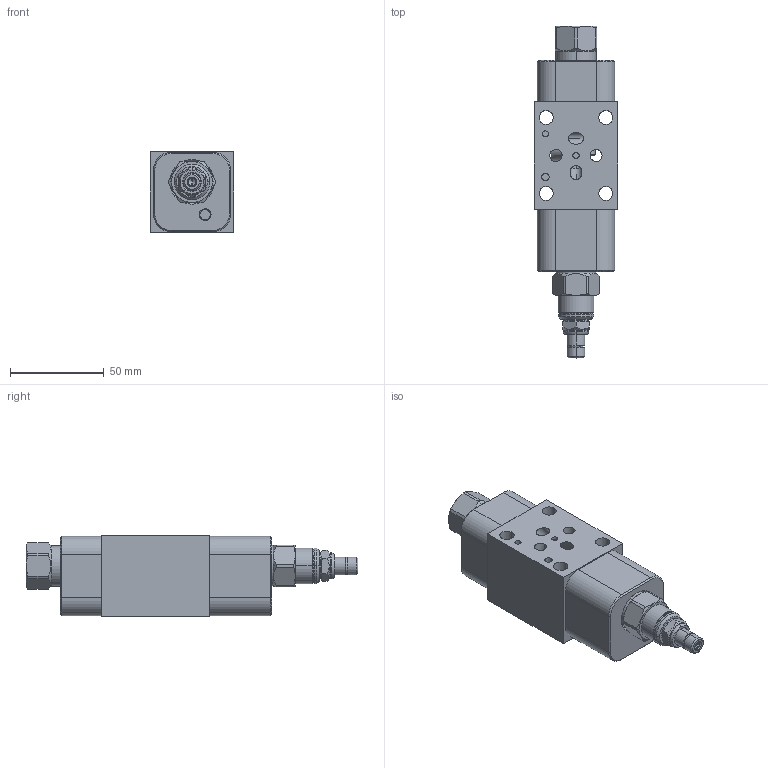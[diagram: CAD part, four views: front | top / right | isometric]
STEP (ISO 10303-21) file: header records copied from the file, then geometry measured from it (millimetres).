
FILE_DESCRIPTION((''),'2;1');
FILE_NAME('YSCDLANAA_ASM','2023-02-01T',('ProEService'),(''),'PRO/ENGINEER BY PARAMETRIC TECHNOLOGY CORPORATION, 2014200','PRO/ENGINEER BY PARAMETRIC TECHNOLOGY CORPORATION, 2014200','');
FILE_SCHEMA(('CONFIG_CONTROL_DESIGN'));
Length unit declared in the file: inch
Products named in the file (8): 150-280; CXCDXCN; 850-004-250; RSDCLAN; 500-001-012; 700-002; 811-001-006; YSCDLANAA_ASM
Assembly tree (11 placements, depth 2):
  YSCDLANAA_ASM
    150-280
    CXCDXCN
    850-004-250  x2
    RSDCLAN
    500-001-012  x4
    700-002
    811-001-006
Bounding box: 44.45 x 176.96 x 43.18 mm (x, y, z)
Volume: 197144 mm3; surface area: 52302.1 mm2
Topology: 10 solids, 11 shells, 529 faces, 1613 edges, 1278 vertices
Faces by surface type: cylinder 207, plane 131, cone 103, torus 53, revolution 20, sphere 15
Entity records: 21443 total; most frequent: CARTESIAN_POINT 7224, DIRECTION 3059, ORIENTED_EDGE 2462, EDGE_CURVE 1231, AXIS2_PLACEMENT_3D 1123, VECTOR 793, LINE 793, VERTEX_POINT 763
